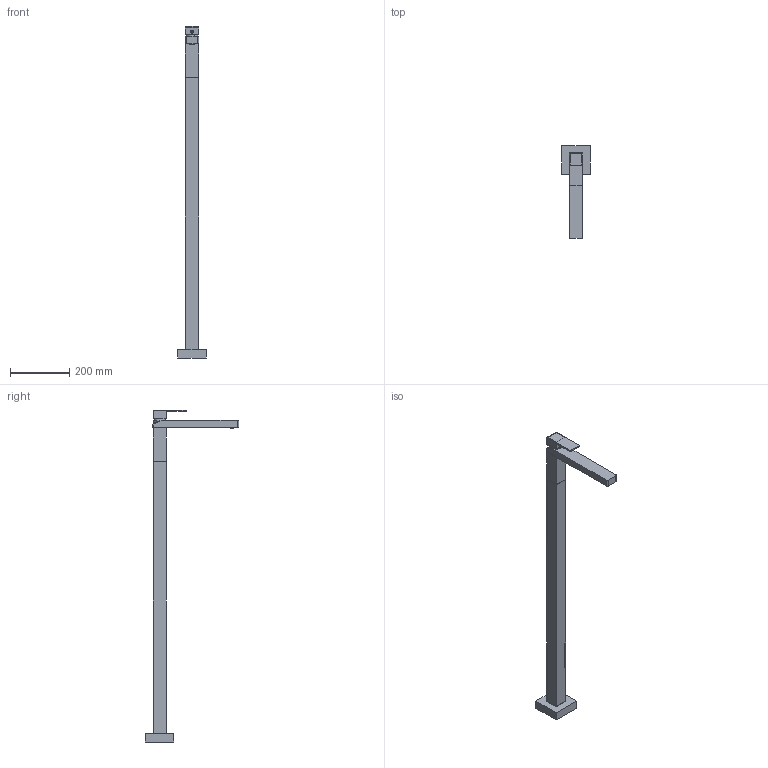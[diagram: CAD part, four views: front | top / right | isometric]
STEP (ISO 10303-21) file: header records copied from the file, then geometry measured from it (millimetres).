
FILE_DESCRIPTION(('CATIA V5 STEP Exchange','CAx-IF Rec.Pracs.--- Model Styling and Organization---1.5--- 2016-08-15','CAx-IF Rec.Pracs.---Supplemental Geometry---1.0---2011-11-01','CAx-IF Rec.Pracs.--- Composite Materials ---3.4---2017-06-13','CAx-IF Rec.Pracs.---Tessellated 3D Geometry---1.0---2015-12-17'),'2;1');
FILE_NAME('KU01450.stp','2024-03-13T09:00:00+00:00',('none'),('none'),'CATIA Version 5-6 Release 2020 SP2','CATIA V5 STEP AP242 v2','none');
FILE_SCHEMA(('AP242_MANAGED_MODEL_BASED_3D_ENGINEERING_MIM_LF {1 0 10303 442 1 1 4}'));
Length unit declared in the file: millimetre
Products named in the file (1): NE01451
Bounding box: 97 x 316 x 1124.5 mm (x, y, z)
Volume: 247890.5 mm3; surface area: 426299.9 mm2
Topology: 9 solids, 124 shells, 365 faces, 1167 edges, 927 vertices
Faces by surface type: plane 163, cylinder 101, cone 56, bspline 15, sphere 14, torus 12, revolution 4
Entity records: 14319 total; most frequent: CARTESIAN_POINT 4908, ORIENTED_EDGE 1749, DIRECTION 1421, EDGE_CURVE 1147, VERTEX_POINT 927, AXIS2_PLACEMENT_3D 607, VECTOR 564, LINE 564
